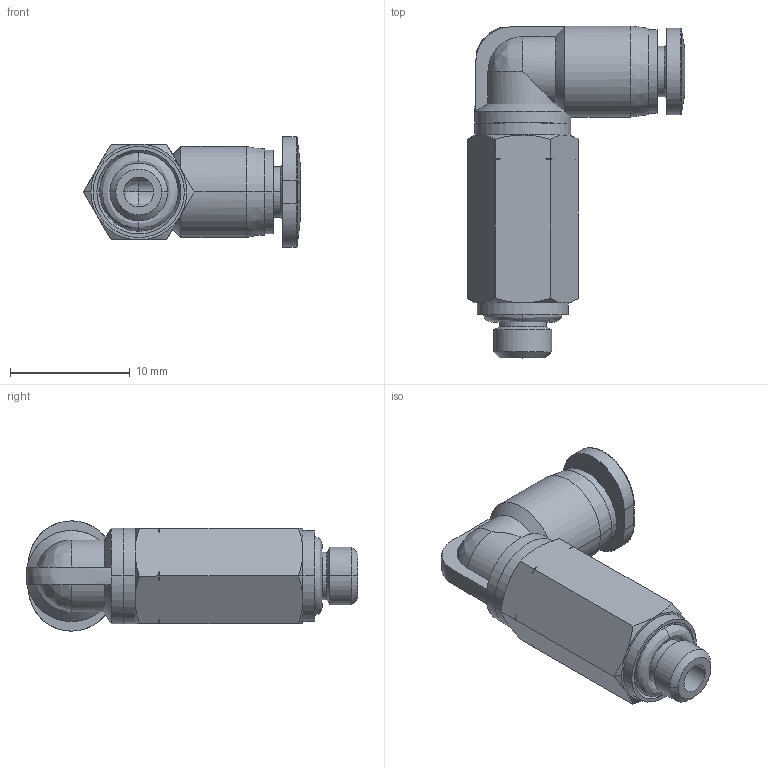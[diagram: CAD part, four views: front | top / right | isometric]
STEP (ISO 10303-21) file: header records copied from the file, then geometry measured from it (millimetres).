
FILE_DESCRIPTION (( 'STEP AP203' ), '1' );
FILE_NAME ('MEL18-10N.step', '2016-02-15T20:01:02', ( '' ), ( '' ), 'SwSTEP 2.0', 'SolidWorks 2015', '' );
FILE_SCHEMA (( 'CONFIG_CONTROL_DESIGN' ));
Length unit declared in the file: inch
Products named in the file (1): MEL18-10N
Bounding box: 18.12 x 27.7 x 9.2 mm (x, y, z)
Volume: 1406.6 mm3; surface area: 1470 mm2
Topology: 2 solids, 2 shells, 123 faces, 284 edges, 171 vertices
Faces by surface type: cone 44, cylinder 32, bspline 25, plane 22
Entity records: 5115 total; most frequent: CARTESIAN_POINT 2458, ORIENTED_EDGE 564, DIRECTION 492, EDGE_CURVE 282, AXIS2_PLACEMENT_3D 209, VERTEX_POINT 171, EDGE_LOOP 135, FACE_OUTER_BOUND 123
